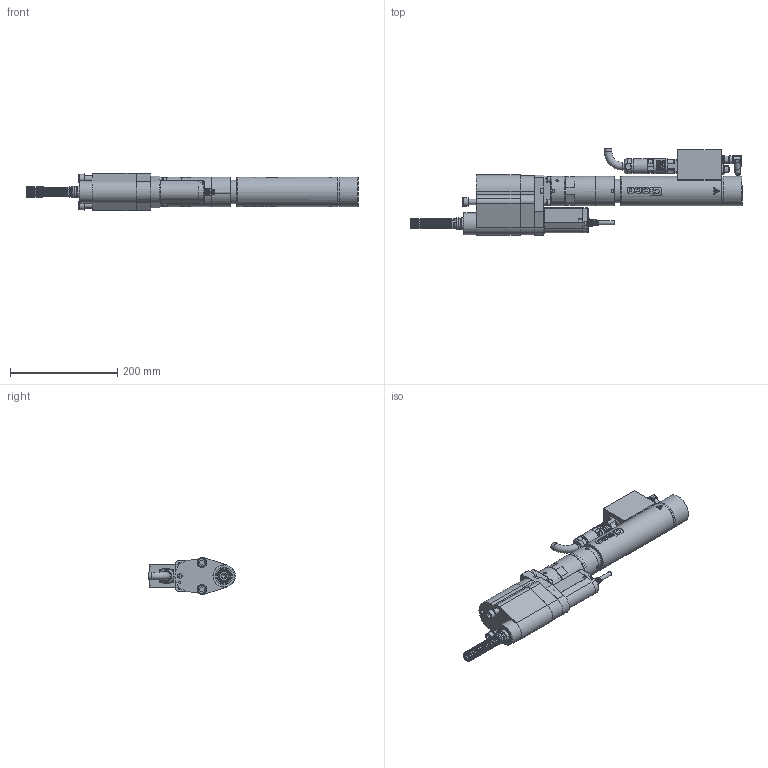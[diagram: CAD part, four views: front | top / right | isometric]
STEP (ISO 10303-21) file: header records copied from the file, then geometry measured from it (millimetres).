
FILE_DESCRIPTION(/* description */ (''),/* implementation_level */ '2;1');
FILE_NAME(/* name */ '2BD110T1O-A_IAM_001.iam.step',/* time_stamp */ '2021-07-21T07:35:18+02:00',/* author */ ('cideon'),/* organization */ (''),/* preprocessor_version */ 'ST-DEVELOPER v17.2',/* originating_system */ 'Autodesk Inventor 2019',/* authorisation */ '');
FILE_SCHEMA (('AUTOMOTIVE_DESIGN { 1 0 10303 214 3 1 1 }'));
Products named in the file (1): Bauteil14
Bounding box: 619.4 x 161.98 x 69.99 mm (x, y, z)
Volume: 1690140.4 mm3; surface area: 288201.3 mm2
Topology: 3 solids, 3 shells, 3808 faces, 10512 edges, 6943 vertices
Faces by surface type: plane 2360, cylinder 764, bspline 311, cone 225, torus 132, sphere 16
Full cylindrical faces by diameter (mm): 0.434 x2, 0.6 x16, 0.9 x8, 1.83 x2, 2.5 x4, 3 x4, 3.3 x2, 3.5 x2, 4 x1, 4.5 x2, 4.8 x2, 5 x7, 5.1 x10, 5.5 x4, 5.9 x1, 6 x10, 6.3 x1, 6.4 x2, 6.6 x6, 6.8 x1, 7 x2, 7.3 x2, 8 x3, 8.5 x3, 9 x1, 10 x9, 10.5 x2, 10.9 x2, 11 x2, 11.4 x2
Entity records: 171998 total; most frequent: CARTESIAN_POINT 72066, ORIENTED_EDGE 20984, DIRECTION 18902, EDGE_CURVE 10492, VERTEX_POINT 6943, AXIS2_PLACEMENT_3D 6486, LINE 5930, VECTOR 5930
